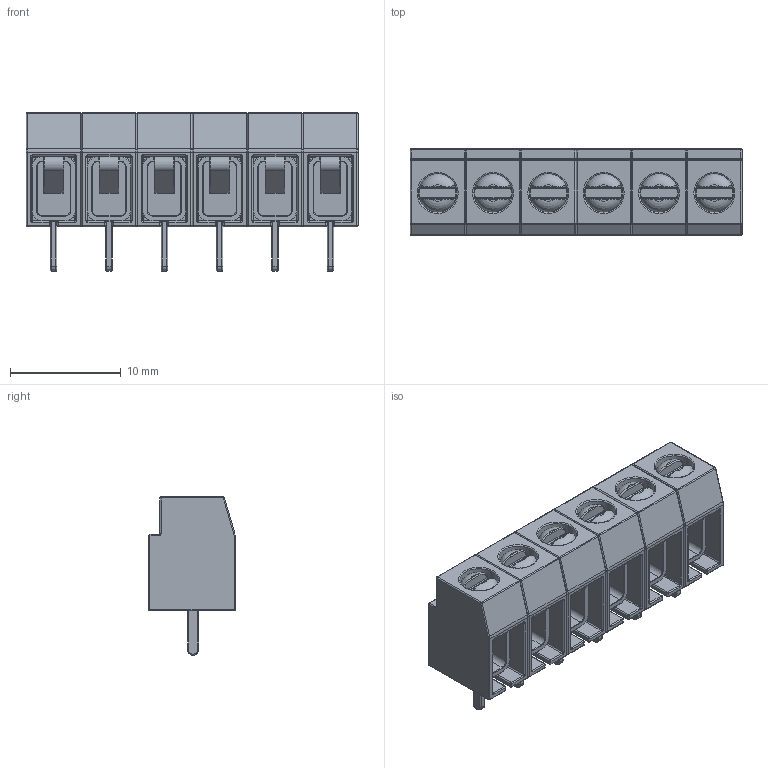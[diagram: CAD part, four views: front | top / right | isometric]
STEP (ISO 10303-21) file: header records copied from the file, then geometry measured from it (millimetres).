
FILE_DESCRIPTION(('FreeCAD Model'),'2;1');
FILE_NAME('Open CASCADE Shape Model','2023-08-10T16:53:17',(''),(''), 'Open CASCADE STEP processor 7.6','FreeCAD','Unknown');
FILE_SCHEMA(('AUTOMOTIVE_DESIGN { 1 0 10303 214 1 1 1 1 }'));
Length unit declared in the file: millimetre
Products named in the file (9): ScrewTerm_CUI_TB003_500; Housing; Housing_SinglePin; Enclosures; Enclosures_SinglePin; Screws; Screws_SinglePin; Pins; Pins_SinglePin
Assembly tree (28 placements, depth 3):
  ScrewTerm_CUI_TB003_500
    Housing
      Housing_SinglePin  x6
    Enclosures
      Enclosures_SinglePin  x6
    Screws
      Screws_SinglePin  x6
    Pins
      Pins_SinglePin  x6
Bounding box: 30 x 7.8 x 14.3 mm (x, y, z)
Volume: 1501.8 mm3; surface area: 3936.7 mm2
Topology: 24 solids, 24 shells, 1386 faces, 3198 edges, 1632 vertices
Faces by surface type: cylinder 606, plane 306, torus 258, sphere 132, bspline 72, revolution 12
Full cylindrical faces by diameter (mm): 3.5 x12
Entity records: 16019 total; most frequent: CARTESIAN_POINT 5501, DIRECTION 2077, LINE 1079, VECTOR 1079, ORIENTED_EDGE 990, PCURVE 990, DEFINITIONAL_REPRESENTATION 990, EDGE_CURVE 495
